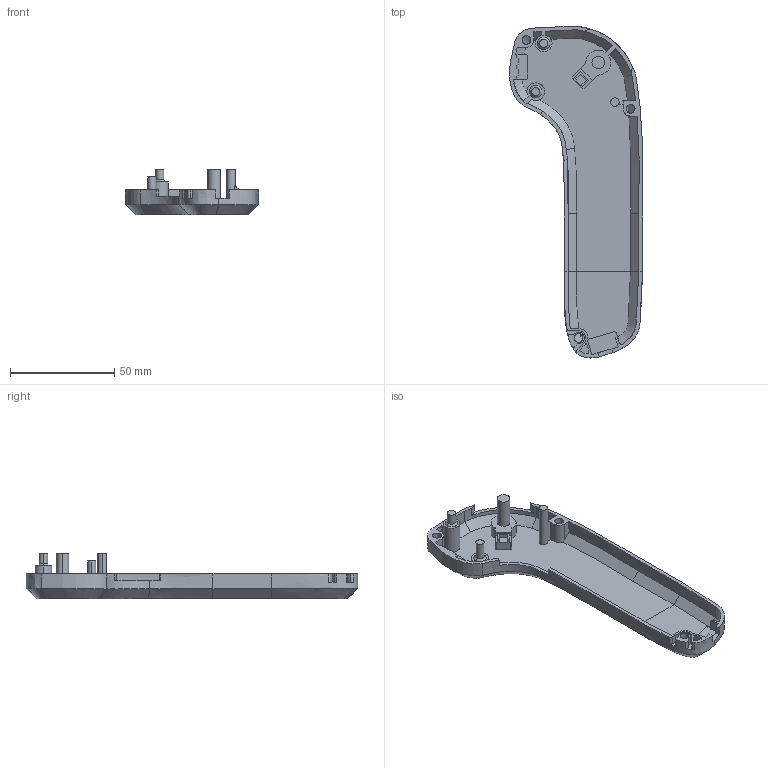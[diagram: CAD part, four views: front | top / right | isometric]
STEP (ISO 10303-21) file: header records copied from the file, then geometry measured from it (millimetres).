
FILE_DESCRIPTION((''),'2;1');
FILE_NAME('SHELLBOTTOM_ASM','2021-04-28T22:39:34',('18474'),(''),'CREO PARAMETRIC BY PTC INC, 2019010','CREO PARAMETRIC BY PTC INC, 2019010','');
FILE_SCHEMA(('CONFIG_CONTROL_DESIGN'));
Products named in the file (3): SHELLBOTTOM1; SHELLBOTTOM2; SHELLBOTTOM_ASM
Assembly tree (2 placements, depth 2):
  SHELLBOTTOM_ASM
    SHELLBOTTOM1
    SHELLBOTTOM2
Bounding box: 63.84 x 159.34 x 22 mm (x, y, z)
Volume: 21501.6 mm3; surface area: 21884.8 mm2
Topology: 2 solids, 2 shells, 195 faces, 537 edges, 353 vertices
Faces by surface type: plane 109, cylinder 37, bspline 22, extrusion 20, cone 7
Entity records: 7257 total; most frequent: CARTESIAN_POINT 2451, ORIENTED_EDGE 1074, DIRECTION 826, EDGE_CURVE 537, VERTEX_POINT 353, VECTOR 340, LINE 320, AXIS2_PLACEMENT_3D 243
